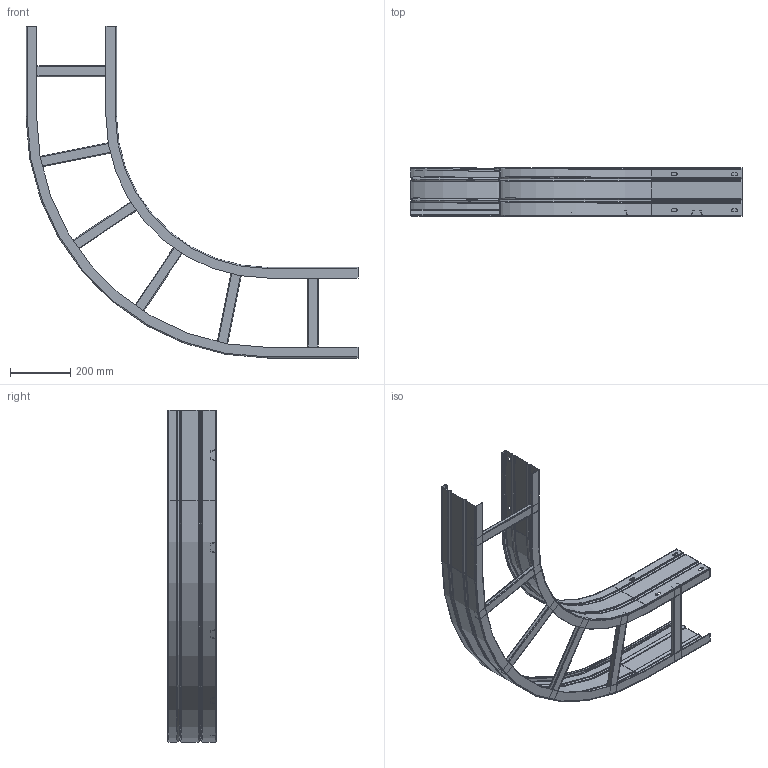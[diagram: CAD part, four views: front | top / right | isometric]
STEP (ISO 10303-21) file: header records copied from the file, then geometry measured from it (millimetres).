
FILE_DESCRIPTION((''),'2;1');
FILE_NAME('6229344_ORG_ASM','2013-01-10T',('AndreasKeweloh'),(''),'PRO/ENGINEER BY PARAMETRIC TECHNOLOGY CORPORATION, 2012230','PRO/ENGINEER BY PARAMETRIC TECHNOLOGY CORPORATION, 2012230','');
FILE_SCHEMA(('CONFIG_CONTROL_DESIGN'));
Length unit declared in the file: millimetre
Products named in the file (5): KTS_05_019-034-394_SPROSSE_AS32; KTS_05_013-039_R_800; KTS_05_013-038; KTS_05_072-016_1-6229344_ASM; 6229344_ORG_ASM
Assembly tree (9 placements, depth 3):
  6229344_ORG_ASM
    KTS_05_072-016_1-6229344_ASM
      KTS_05_019-034-394_SPROSSE_AS32  x6
      KTS_05_013-039_R_800
      KTS_05_013-038
Bounding box: 1100 x 160 x 1100 mm (x, y, z)
Volume: 1646584.5 mm3; surface area: 1735408.3 mm2
Topology: 8 solids, 8 shells, 372 faces, 994 edges, 638 vertices
Faces by surface type: cylinder 182, plane 150, torus 40
Entity records: 8069 total; most frequent: DIRECTION 1530, CARTESIAN_POINT 1356, ORIENTED_EDGE 1328, EDGE_CURVE 664, AXIS2_PLACEMENT_3D 592, VERTEX_POINT 418, VECTOR 346, LINE 346
